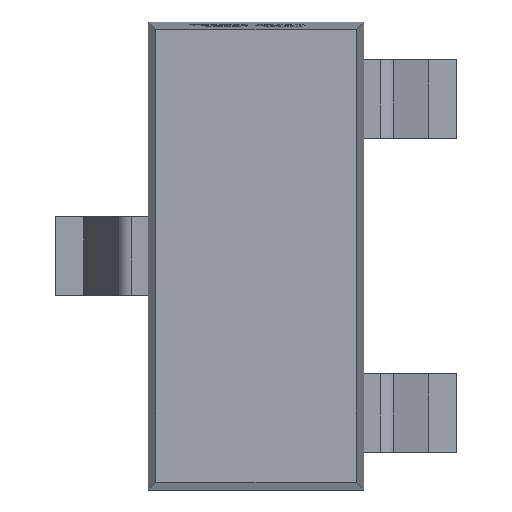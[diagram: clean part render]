
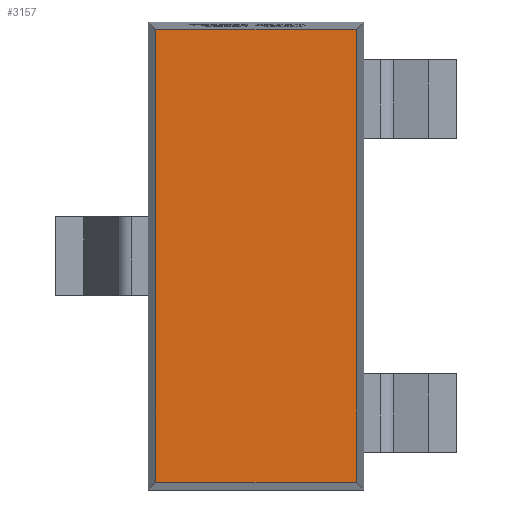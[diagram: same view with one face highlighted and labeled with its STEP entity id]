
A CAD part, top view. The second image highlights one B-rep face of the part: STEP entity #3157.
In plain terms, the highlighted planar face has unit normal (0, 0, 1).
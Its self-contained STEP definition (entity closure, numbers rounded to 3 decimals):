
#93 = FACE_OUTER_BOUND ( 'NONE', #4918, .T. ) ;
#480 = CARTESIAN_POINT ( 'NONE',  ( 0.65, -1.47, 1.2 ) ) ;
#560 = AXIS2_PLACEMENT_3D ( 'NONE', #1471, #7335, #8715 ) ;
#866 = DIRECTION ( 'NONE',  ( 0., 1., 0. ) ) ;
#931 = VERTEX_POINT ( 'NONE', #8426 ) ;
#961 = LINE ( 'NONE', #8073, #9008 ) ;
#1405 = CARTESIAN_POINT ( 'NONE',  ( 0.65, 1.47, 1.2 ) ) ;
#1471 = CARTESIAN_POINT ( 'NONE',  ( 0., 0., 1.2 ) ) ;
#1885 = VERTEX_POINT ( 'NONE', #8227 ) ;
#2096 = VECTOR ( 'NONE', #7381, 1000. ) ;
#2321 = EDGE_CURVE ( 'NONE', #931, #1885, #961, .T. ) ;
#2439 = LINE ( 'NONE', #3103, #2096 ) ;
#3103 = CARTESIAN_POINT ( 'NONE',  ( 0., -1.47, 1.2 ) ) ;
#3154 = CARTESIAN_POINT ( 'NONE',  ( 0., 1.47, 1.2 ) ) ;
#3157 = ADVANCED_FACE ( 'NONE', ( #93 ), #5959, .F. ) ;
#3356 = VECTOR ( 'NONE', #3870, 1000. ) ;
#3870 = DIRECTION ( 'NONE',  ( -1., 0., 0. ) ) ;
#4629 = LINE ( 'NONE', #3154, #3356 ) ;
#4861 = ORIENTED_EDGE ( 'NONE', *, *, #2321, .T. ) ;
#4918 = EDGE_LOOP ( 'NONE', ( #6297, #8574, #4861, #5557 ) ) ;
#5557 = ORIENTED_EDGE ( 'NONE', *, *, #7120, .T. ) ;
#5959 = PLANE ( 'NONE',  #560 ) ;
#6112 = VERTEX_POINT ( 'NONE', #1405 ) ;
#6297 = ORIENTED_EDGE ( 'NONE', *, *, #8928, .T. ) ;
#7120 = EDGE_CURVE ( 'NONE', #1885, #8324, #2439, .T. ) ;
#7335 = DIRECTION ( 'NONE',  ( 0., 0., -1. ) ) ;
#7381 = DIRECTION ( 'NONE',  ( 1., 0., 0. ) ) ;
#8073 = CARTESIAN_POINT ( 'NONE',  ( -0.65, 0., 1.2 ) ) ;
#8158 = LINE ( 'NONE', #8782, #8360 ) ;
#8191 = EDGE_CURVE ( 'NONE', #6112, #931, #4629, .T. ) ;
#8227 = CARTESIAN_POINT ( 'NONE',  ( -0.65, -1.47, 1.2 ) ) ;
#8324 = VERTEX_POINT ( 'NONE', #480 ) ;
#8360 = VECTOR ( 'NONE', #866, 1000. ) ;
#8426 = CARTESIAN_POINT ( 'NONE',  ( -0.65, 1.47, 1.2 ) ) ;
#8574 = ORIENTED_EDGE ( 'NONE', *, *, #8191, .T. ) ;
#8715 = DIRECTION ( 'NONE',  ( -1., 0., 0. ) ) ;
#8782 = CARTESIAN_POINT ( 'NONE',  ( 0.65, 0., 1.2 ) ) ;
#8926 = DIRECTION ( 'NONE',  ( 0., -1., 0. ) ) ;
#8928 = EDGE_CURVE ( 'NONE', #8324, #6112, #8158, .T. ) ;
#9008 = VECTOR ( 'NONE', #8926, 1000. ) ;
